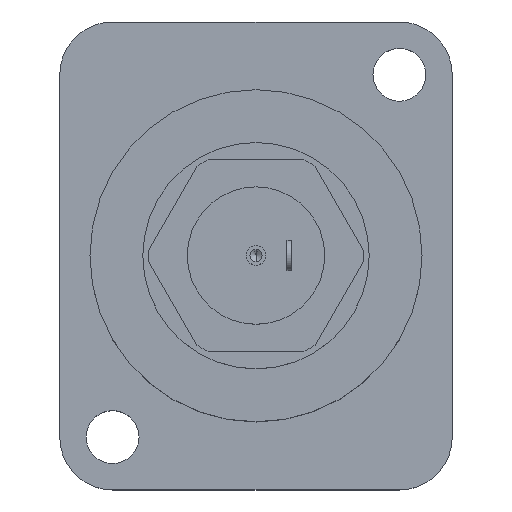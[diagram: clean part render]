
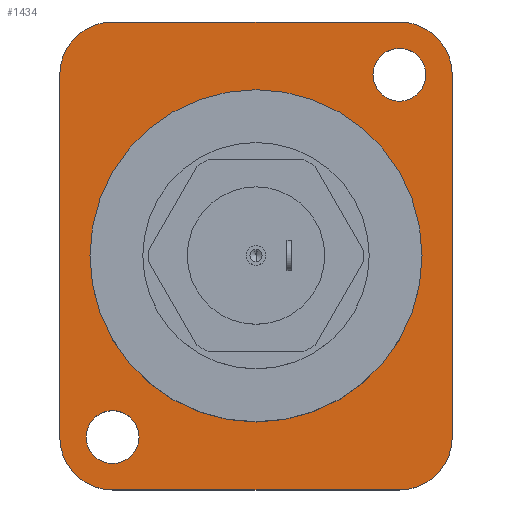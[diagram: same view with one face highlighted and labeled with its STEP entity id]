
A CAD part, top view. The second image highlights one B-rep face of the part: STEP entity #1434.
In plain terms, the highlighted planar face has unit normal (0, 0, 1).
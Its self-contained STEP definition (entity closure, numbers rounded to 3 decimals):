
#216=CARTESIAN_POINT('',(9.5,12.,0.));
#217=DIRECTION('',(0.,0.,1.));
#218=DIRECTION('',(1.,0.,0.));
#219=AXIS2_PLACEMENT_3D('',#216,#217,#218);
#221=CARTESIAN_POINT('',(9.5,12.,0.));
#222=DIRECTION('',(0.,0.,1.));
#223=DIRECTION('',(-1.,0.,0.));
#224=AXIS2_PLACEMENT_3D('',#221,#222,#223);
#226=CARTESIAN_POINT('',(-9.5,-12.,0.));
#227=DIRECTION('',(0.,0.,1.));
#228=DIRECTION('',(1.,0.,0.));
#229=AXIS2_PLACEMENT_3D('',#226,#227,#228);
#231=CARTESIAN_POINT('',(-9.5,-12.,0.));
#232=DIRECTION('',(0.,0.,1.));
#233=DIRECTION('',(-1.,0.,0.));
#234=AXIS2_PLACEMENT_3D('',#231,#232,#233);
#236=CARTESIAN_POINT('',(9.5,12.,0.));
#237=DIRECTION('',(0.,0.,1.));
#238=DIRECTION('',(1.,0.,0.));
#239=AXIS2_PLACEMENT_3D('',#236,#237,#238);
#241=DIRECTION('',(0.,-1.,0.));
#242=VECTOR('',#241,24.);
#243=CARTESIAN_POINT('',(13.,12.,0.));
#244=LINE('',#243,#242);
#245=CARTESIAN_POINT('',(9.5,-12.,0.));
#246=DIRECTION('',(0.,0.,1.));
#247=DIRECTION('',(0.,-1.,0.));
#248=AXIS2_PLACEMENT_3D('',#245,#246,#247);
#250=DIRECTION('',(-1.,0.,0.));
#251=VECTOR('',#250,19.);
#252=CARTESIAN_POINT('',(9.5,-15.5,0.));
#253=LINE('',#252,#251);
#254=CARTESIAN_POINT('',(-9.5,-12.,0.));
#255=DIRECTION('',(0.,0.,1.));
#256=DIRECTION('',(-1.,0.,0.));
#257=AXIS2_PLACEMENT_3D('',#254,#255,#256);
#259=DIRECTION('',(0.,1.,0.));
#260=VECTOR('',#259,24.);
#261=CARTESIAN_POINT('',(-13.,-12.,0.));
#262=LINE('',#261,#260);
#263=CARTESIAN_POINT('',(-9.5,12.,0.));
#264=DIRECTION('',(0.,0.,1.));
#265=DIRECTION('',(0.,1.,0.));
#266=AXIS2_PLACEMENT_3D('',#263,#264,#265);
#268=DIRECTION('',(1.,0.,0.));
#269=VECTOR('',#268,19.);
#270=CARTESIAN_POINT('',(-9.5,15.5,0.));
#271=LINE('',#270,#269);
#272=CARTESIAN_POINT('',(0.,0.,0.));
#273=DIRECTION('',(0.,0.,-1.));
#274=DIRECTION('',(0.,1.,0.));
#275=AXIS2_PLACEMENT_3D('',#272,#273,#274);
#285=CARTESIAN_POINT('',(0.,0.,0.));
#286=DIRECTION('',(0.,0.,1.));
#287=DIRECTION('',(0.,1.,0.));
#288=AXIS2_PLACEMENT_3D('',#285,#286,#287);
#1147=CARTESIAN_POINT('',(0.,11.,0.));
#1149=VERTEX_POINT('',#1147);
#1159=CARTESIAN_POINT('',(0.,-11.,0.));
#1161=VERTEX_POINT('',#1159);
#1179=CARTESIAN_POINT('',(11.25,12.,0.));
#1180=CARTESIAN_POINT('',(7.75,12.,0.));
#1181=VERTEX_POINT('',#1179);
#1182=VERTEX_POINT('',#1180);
#1183=CARTESIAN_POINT('',(-7.75,-12.,0.));
#1184=CARTESIAN_POINT('',(-11.25,-12.,0.));
#1185=VERTEX_POINT('',#1183);
#1186=VERTEX_POINT('',#1184);
#1187=CARTESIAN_POINT('',(13.,12.,0.));
#1188=CARTESIAN_POINT('',(9.5,15.5,0.));
#1189=VERTEX_POINT('',#1187);
#1190=VERTEX_POINT('',#1188);
#1191=CARTESIAN_POINT('',(13.,-12.,0.));
#1192=VERTEX_POINT('',#1191);
#1193=CARTESIAN_POINT('',(9.5,-15.5,0.));
#1194=VERTEX_POINT('',#1193);
#1195=CARTESIAN_POINT('',(-9.5,-15.5,0.));
#1196=VERTEX_POINT('',#1195);
#1197=CARTESIAN_POINT('',(-13.,-12.,0.));
#1198=VERTEX_POINT('',#1197);
#1199=CARTESIAN_POINT('',(-13.,12.,0.));
#1200=VERTEX_POINT('',#1199);
#1201=CARTESIAN_POINT('',(-9.5,15.5,0.));
#1202=VERTEX_POINT('',#1201);
#1393=CARTESIAN_POINT('',(0.,0.,0.));
#1394=DIRECTION('',(0.,0.,-1.));
#1395=DIRECTION('',(0.,-1.,0.));
#1396=AXIS2_PLACEMENT_3D('',#1393,#1394,#1395);
#1397=PLANE('',#1396);
#1399=ORIENTED_EDGE('',*,*,#1398,.F.);
#1401=ORIENTED_EDGE('',*,*,#1400,.T.);
#1403=ORIENTED_EDGE('',*,*,#1402,.F.);
#1405=ORIENTED_EDGE('',*,*,#1404,.T.);
#1407=ORIENTED_EDGE('',*,*,#1406,.F.);
#1409=ORIENTED_EDGE('',*,*,#1408,.T.);
#1411=ORIENTED_EDGE('',*,*,#1410,.F.);
#1413=ORIENTED_EDGE('',*,*,#1412,.T.);
#1414=EDGE_LOOP('',(#1399,#1401,#1403,#1405,#1407,#1409,#1411,#1413));
#1415=FACE_OUTER_BOUND('',#1414,.F.);
#1417=ORIENTED_EDGE('',*,*,#1416,.T.);
#1419=ORIENTED_EDGE('',*,*,#1418,.T.);
#1420=EDGE_LOOP('',(#1417,#1419));
#1421=FACE_BOUND('',#1420,.F.);
#1423=ORIENTED_EDGE('',*,*,#1422,.T.);
#1425=ORIENTED_EDGE('',*,*,#1424,.T.);
#1426=EDGE_LOOP('',(#1423,#1425));
#1427=FACE_BOUND('',#1426,.F.);
#1429=ORIENTED_EDGE('',*,*,#1428,.F.);
#1431=ORIENTED_EDGE('',*,*,#1430,.T.);
#1432=EDGE_LOOP('',(#1429,#1431));
#1433=FACE_BOUND('',#1432,.F.);
#220=CIRCLE('',#219,1.75);
#225=CIRCLE('',#224,1.75);
#230=CIRCLE('',#229,1.75);
#235=CIRCLE('',#234,1.75);
#240=CIRCLE('',#239,3.5);
#249=CIRCLE('',#248,3.5);
#258=CIRCLE('',#257,3.5);
#267=CIRCLE('',#266,3.5);
#276=CIRCLE('',#275,11.);
#289=CIRCLE('',#288,11.);
#1398=EDGE_CURVE('',#1189,#1190,#240,.T.);
#1400=EDGE_CURVE('',#1189,#1192,#244,.T.);
#1402=EDGE_CURVE('',#1194,#1192,#249,.T.);
#1404=EDGE_CURVE('',#1194,#1196,#253,.T.);
#1406=EDGE_CURVE('',#1198,#1196,#258,.T.);
#1408=EDGE_CURVE('',#1198,#1200,#262,.T.);
#1410=EDGE_CURVE('',#1202,#1200,#267,.T.);
#1412=EDGE_CURVE('',#1202,#1190,#271,.T.);
#1416=EDGE_CURVE('',#1181,#1182,#220,.T.);
#1418=EDGE_CURVE('',#1182,#1181,#225,.T.);
#1422=EDGE_CURVE('',#1185,#1186,#230,.T.);
#1424=EDGE_CURVE('',#1186,#1185,#235,.T.);
#1428=EDGE_CURVE('',#1149,#1161,#276,.T.);
#1430=EDGE_CURVE('',#1149,#1161,#289,.T.);
#1434=ADVANCED_FACE('',(#1415,#1421,#1427,#1433),#1397,.F.);
